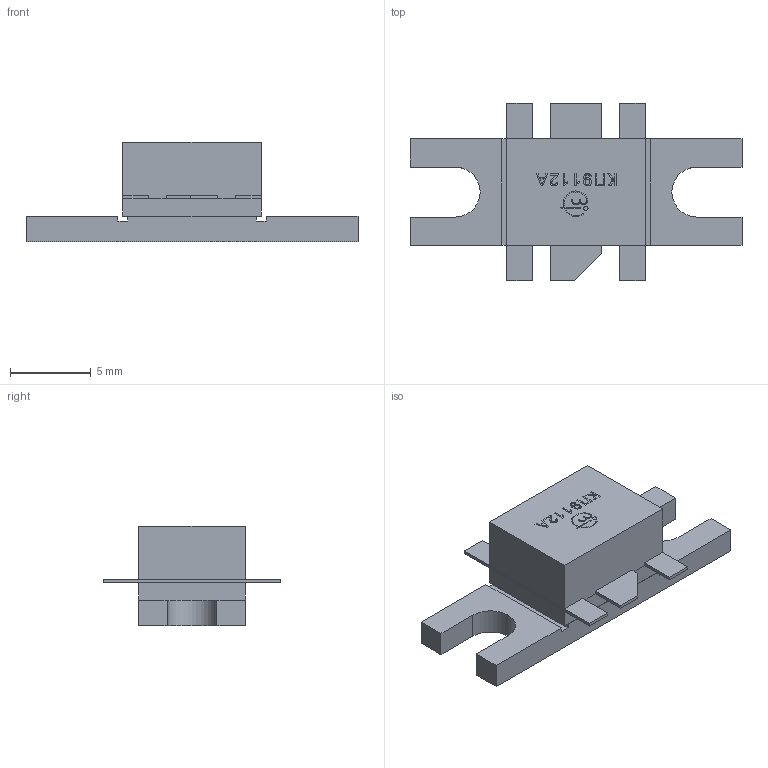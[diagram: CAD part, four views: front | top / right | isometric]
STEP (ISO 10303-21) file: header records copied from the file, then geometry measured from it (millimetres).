
FILE_DESCRIPTION(('STEP AP242'), '1');
FILE_NAME('ﾊﾏ9112ﾀ', '', ('UNSPECIFIED'), ('UNSPECIFIED'), 'C3D Converter', 'C3D Toolkit', '');
FILE_SCHEMA(('AP242_MANAGED_MODEL_BASED_3D_ENGINEERING_MIM_LF { 1 0 10303 442 1 1 4 }'));
Length unit declared in the file: millimetre
Bounding box: 20.6 x 11 x 6.2 mm (x, y, z)
Volume: 441.8 mm3; surface area: 546.3 mm2
Topology: 1 solids, 1 shells, 213 faces, 587 edges, 388 vertices
Faces by surface type: plane 125, extrusion 71, cylinder 17
Full cylindrical faces by diameter (mm): 0.265 x1
Entity records: 8531 total; most frequent: CARTESIAN_POINT 1614, ORIENTED_EDGE 1172, DIRECTION 835, EDGE_CURVE 586, VECTOR 481, LINE 410, VERTEX_POINT 388, EDGE_LOOP 226
